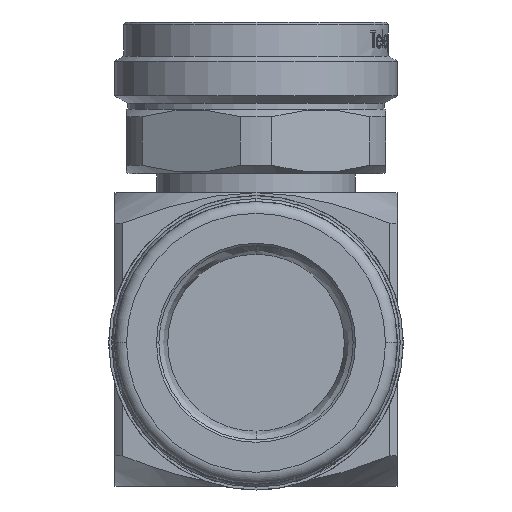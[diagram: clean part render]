
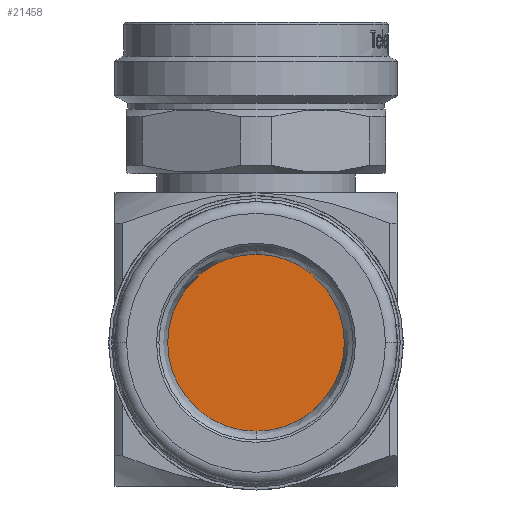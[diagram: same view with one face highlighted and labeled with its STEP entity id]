
A CAD part, front view. The second image highlights one B-rep face of the part: STEP entity #21458.
In plain terms, the highlighted planar face has unit normal (0, -1, 0).
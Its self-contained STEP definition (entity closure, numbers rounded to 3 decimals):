
#1728 = ORIENTED_EDGE ( 'NONE', *, *, #15934, .T. ) ;
#2257 = DIRECTION ( 'NONE',  ( 0., -1., 0. ) ) ;
#3692 = CARTESIAN_POINT ( 'NONE',  ( 8.25, -46.582, -27.25 ) ) ;
#4027 = VERTEX_POINT ( 'NONE', #11873 ) ;
#4095 = AXIS2_PLACEMENT_3D ( 'NONE', #6624, #10131, #22274 ) ;
#4676 = AXIS2_PLACEMENT_3D ( 'NONE', #12625, #2257, #14366 ) ;
#6065 = CIRCLE ( 'NONE', #13680, 8.25 ) ;
#6427 = DIRECTION ( 'NONE',  ( 0., -1., 0. ) ) ;
#6624 = CARTESIAN_POINT ( 'NONE',  ( 0., -46.582, -37.173 ) ) ;
#7434 = ORIENTED_EDGE ( 'NONE', *, *, #14105, .T. ) ;
#10131 = DIRECTION ( 'NONE',  ( 0., -1., 0. ) ) ;
#11129 = EDGE_LOOP ( 'NONE', ( #1728, #7434 ) ) ;
#11873 = CARTESIAN_POINT ( 'NONE',  ( -8.25, -46.582, -27.25 ) ) ;
#12625 = CARTESIAN_POINT ( 'NONE',  ( 0., -46.582, -27.25 ) ) ;
#13680 = AXIS2_PLACEMENT_3D ( 'NONE', #16834, #6427, #18577 ) ;
#14105 = EDGE_CURVE ( 'NONE', #4027, #19149, #6065, .T. ) ;
#14366 = DIRECTION ( 'NONE',  ( 0., 0., -1. ) ) ;
#14655 = FACE_OUTER_BOUND ( 'NONE', #11129, .T. ) ;
#15265 = PLANE ( 'NONE',  #4095 ) ;
#15884 = CIRCLE ( 'NONE', #4676, 8.25 ) ;
#15934 = EDGE_CURVE ( 'NONE', #19149, #4027, #15884, .T. ) ;
#16834 = CARTESIAN_POINT ( 'NONE',  ( 0., -46.582, -27.25 ) ) ;
#18577 = DIRECTION ( 'NONE',  ( 0., 0., -1. ) ) ;
#19149 = VERTEX_POINT ( 'NONE', #3692 ) ;
#21458 = ADVANCED_FACE ( 'NONE', ( #14655 ), #15265, .T. ) ;
#22274 = DIRECTION ( 'NONE',  ( 0., 0., -1. ) ) ;
